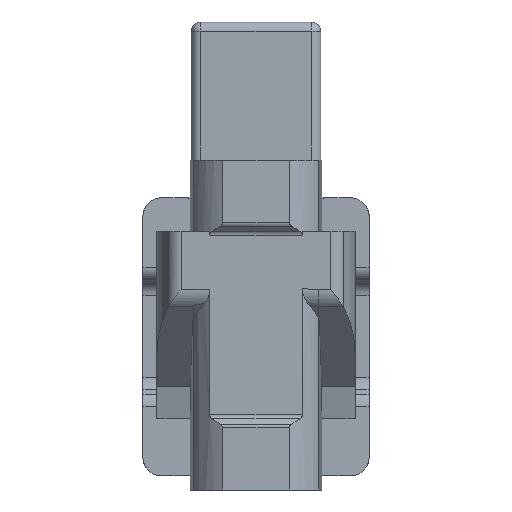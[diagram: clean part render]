
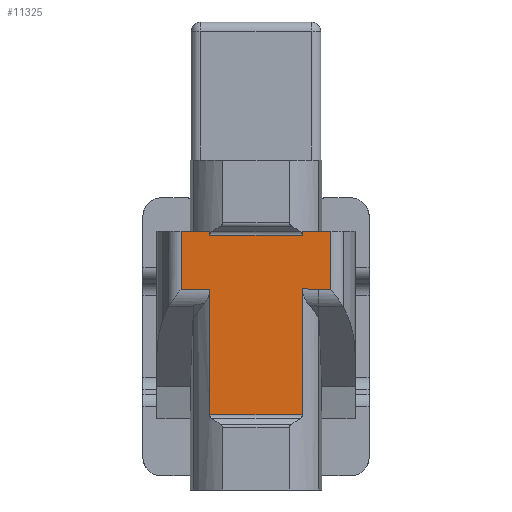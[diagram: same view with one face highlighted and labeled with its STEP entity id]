
A CAD part, front view. The second image highlights one B-rep face of the part: STEP entity #11325.
In plain terms, the highlighted planar face has unit normal (0, -1, 0).
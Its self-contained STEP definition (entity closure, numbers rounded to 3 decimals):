
#142 = CARTESIAN_POINT ( 'NONE',  ( -13.213, 0., 10.071 ) ) ;
#195 = ORIENTED_EDGE ( 'NONE', *, *, #14180, .F. ) ;
#198 = ORIENTED_EDGE ( 'NONE', *, *, #19009, .T. ) ;
#704 = VERTEX_POINT ( 'NONE', #12188 ) ;
#829 = ORIENTED_EDGE ( 'NONE', *, *, #15316, .F. ) ;
#1062 = LINE ( 'NONE', #142, #22302 ) ;
#1202 = VERTEX_POINT ( 'NONE', #10995 ) ;
#1365 = VERTEX_POINT ( 'NONE', #11154 ) ;
#1435 = LINE ( 'NONE', #12333, #15467 ) ;
#1804 = LINE ( 'NONE', #14977, #19753 ) ;
#1858 = CARTESIAN_POINT ( 'NONE',  ( -15.906, 0., 22.4 ) ) ;
#2017 = DIRECTION ( 'NONE',  ( 1., 0., 0. ) ) ;
#2166 = EDGE_CURVE ( 'NONE', #10000, #1365, #1435, .T. ) ;
#2560 = EDGE_CURVE ( 'NONE', #14383, #704, #6208, .T. ) ;
#2760 = ORIENTED_EDGE ( 'NONE', *, *, #15500, .F. ) ;
#2762 = EDGE_CURVE ( 'NONE', #7622, #1202, #1062, .T. ) ;
#2810 = ORIENTED_EDGE ( 'NONE', *, *, #14772, .T. ) ;
#3237 = VECTOR ( 'NONE', #16076, 1000. ) ;
#3881 = DIRECTION ( 'NONE',  ( 1., 0., 0. ) ) ;
#4086 = EDGE_CURVE ( 'NONE', #10850, #14383, #6703, .T. ) ;
#4258 = LINE ( 'NONE', #13180, #17572 ) ;
#4340 = ORIENTED_EDGE ( 'NONE', *, *, #17906, .F. ) ;
#4576 = CARTESIAN_POINT ( 'NONE',  ( 9.811, 0., 21.576 ) ) ;
#5178 = VECTOR ( 'NONE', #8286, 1000. ) ;
#5694 = ORIENTED_EDGE ( 'NONE', *, *, #2762, .T. ) ;
#6075 = EDGE_LOOP ( 'NONE', ( #4340, #16779, #16736, #2810, #198, #21421, #195, #2760, #17483, #19641, #17941, #829, #5694 ) ) ;
#6208 = LINE ( 'NONE', #16743, #20114 ) ;
#6446 = VERTEX_POINT ( 'NONE', #7374 ) ;
#6588 = VECTOR ( 'NONE', #19505, 1000. ) ;
#6655 = CARTESIAN_POINT ( 'NONE',  ( 9.811, 0., -16.586 ) ) ;
#6703 = LINE ( 'NONE', #6655, #18671 ) ;
#7217 = EDGE_CURVE ( 'NONE', #1365, #6446, #12896, .T. ) ;
#7374 = CARTESIAN_POINT ( 'NONE',  ( -9.811, 0., 21.576 ) ) ;
#7597 = CARTESIAN_POINT ( 'NONE',  ( 15.906, 0., 22.4 ) ) ;
#7622 = VERTEX_POINT ( 'NONE', #18303 ) ;
#8286 = DIRECTION ( 'NONE',  ( -1., 0., 0. ) ) ;
#8300 = VECTOR ( 'NONE', #14420, 1000. ) ;
#8311 = VECTOR ( 'NONE', #15903, 1000. ) ;
#8452 = VECTOR ( 'NONE', #17101, 1000. ) ;
#8601 = VECTOR ( 'NONE', #18105, 1000. ) ;
#8931 = CARTESIAN_POINT ( 'NONE',  ( 9.811, 0., -32.5 ) ) ;
#9296 = DIRECTION ( 'NONE',  ( 0., 0., 1. ) ) ;
#10000 = VERTEX_POINT ( 'NONE', #1858 ) ;
#10096 = DIRECTION ( 'NONE',  ( 0., -1., 0. ) ) ;
#10115 = VERTEX_POINT ( 'NONE', #11572 ) ;
#10272 = VERTEX_POINT ( 'NONE', #4576 ) ;
#10435 = DIRECTION ( 'NONE',  ( 0., 0., 1. ) ) ;
#10583 = CARTESIAN_POINT ( 'NONE',  ( -9.811, 0., -32.5 ) ) ;
#10850 = VERTEX_POINT ( 'NONE', #14766 ) ;
#10995 = CARTESIAN_POINT ( 'NONE',  ( -9.811, 0., 10.071 ) ) ;
#11154 = CARTESIAN_POINT ( 'NONE',  ( -9.811, 0., 22.4 ) ) ;
#11325 = ADVANCED_FACE ( 'NONE', ( #20363 ), #19243, .T. ) ;
#11572 = CARTESIAN_POINT ( 'NONE',  ( 15.906, 0., 10.071 ) ) ;
#11652 = DIRECTION ( 'NONE',  ( 0.999, 0., -0.035 ) ) ;
#11659 = VERTEX_POINT ( 'NONE', #22457 ) ;
#12188 = CARTESIAN_POINT ( 'NONE',  ( 9.811, 0., 10.194 ) ) ;
#12312 = VERTEX_POINT ( 'NONE', #18532 ) ;
#12333 = CARTESIAN_POINT ( 'NONE',  ( 15.906, 0., 22.4 ) ) ;
#12427 = LINE ( 'NONE', #15848, #3237 ) ;
#12484 = EDGE_CURVE ( 'NONE', #10272, #6446, #14338, .T. ) ;
#12896 = LINE ( 'NONE', #10583, #8311 ) ;
#12959 = CARTESIAN_POINT ( 'NONE',  ( -9.811, 0., 21.576 ) ) ;
#13180 = CARTESIAN_POINT ( 'NONE',  ( 13.285, 0., 10.072 ) ) ;
#13448 = CARTESIAN_POINT ( 'NONE',  ( 9.811, 0., -16.586 ) ) ;
#14067 = DIRECTION ( 'NONE',  ( 1., 0., 0. ) ) ;
#14180 = EDGE_CURVE ( 'NONE', #11659, #20464, #12427, .T. ) ;
#14338 = LINE ( 'NONE', #12959, #5178 ) ;
#14383 = VERTEX_POINT ( 'NONE', #13448 ) ;
#14420 = DIRECTION ( 'NONE',  ( 0., 0., 1. ) ) ;
#14766 = CARTESIAN_POINT ( 'NONE',  ( -9.811, 0., -16.586 ) ) ;
#14772 = EDGE_CURVE ( 'NONE', #704, #12312, #4258, .T. ) ;
#14977 = CARTESIAN_POINT ( 'NONE',  ( -15.906, 0., -17.4 ) ) ;
#15316 = EDGE_CURVE ( 'NONE', #7622, #10000, #1804, .T. ) ;
#15467 = VECTOR ( 'NONE', #14067, 1000. ) ;
#15500 = EDGE_CURVE ( 'NONE', #10272, #11659, #17529, .T. ) ;
#15809 = LINE ( 'NONE', #18595, #6588 ) ;
#15848 = CARTESIAN_POINT ( 'NONE',  ( 15.906, 0., 22.4 ) ) ;
#15903 = DIRECTION ( 'NONE',  ( 0., 0., -1. ) ) ;
#16076 = DIRECTION ( 'NONE',  ( 1., 0., 0. ) ) ;
#16335 = CARTESIAN_POINT ( 'NONE',  ( 15.906, 0., -17.4 ) ) ;
#16736 = ORIENTED_EDGE ( 'NONE', *, *, #2560, .T. ) ;
#16743 = CARTESIAN_POINT ( 'NONE',  ( 9.811, 0., -32.5 ) ) ;
#16779 = ORIENTED_EDGE ( 'NONE', *, *, #4086, .T. ) ;
#17101 = DIRECTION ( 'NONE',  ( 1., 0., 0. ) ) ;
#17207 = CARTESIAN_POINT ( 'NONE',  ( 15.906, 0., 10.071 ) ) ;
#17483 = ORIENTED_EDGE ( 'NONE', *, *, #12484, .T. ) ;
#17529 = LINE ( 'NONE', #8931, #8300 ) ;
#17572 = VECTOR ( 'NONE', #11652, 1000. ) ;
#17906 = EDGE_CURVE ( 'NONE', #10850, #1202, #15809, .T. ) ;
#17941 = ORIENTED_EDGE ( 'NONE', *, *, #2166, .F. ) ;
#18105 = DIRECTION ( 'NONE',  ( 0., 0., 1. ) ) ;
#18303 = CARTESIAN_POINT ( 'NONE',  ( -15.906, 0., 10.071 ) ) ;
#18532 = CARTESIAN_POINT ( 'NONE',  ( 13.326, 0., 10.071 ) ) ;
#18595 = CARTESIAN_POINT ( 'NONE',  ( -9.811, 0., -32.5 ) ) ;
#18671 = VECTOR ( 'NONE', #3881, 1000. ) ;
#19009 = EDGE_CURVE ( 'NONE', #12312, #10115, #21793, .T. ) ;
#19243 = PLANE ( 'NONE',  #22034 ) ;
#19486 = DIRECTION ( 'NONE',  ( 1., 0., 0. ) ) ;
#19505 = DIRECTION ( 'NONE',  ( 0., 0., 1. ) ) ;
#19555 = CARTESIAN_POINT ( 'NONE',  ( 15.906, 0., -17.4 ) ) ;
#19641 = ORIENTED_EDGE ( 'NONE', *, *, #7217, .F. ) ;
#19753 = VECTOR ( 'NONE', #9296, 1000. ) ;
#20114 = VECTOR ( 'NONE', #10435, 1000. ) ;
#20363 = FACE_OUTER_BOUND ( 'NONE', #6075, .T. ) ;
#20464 = VERTEX_POINT ( 'NONE', #7597 ) ;
#20786 = EDGE_CURVE ( 'NONE', #10115, #20464, #22484, .T. ) ;
#21421 = ORIENTED_EDGE ( 'NONE', *, *, #20786, .T. ) ;
#21793 = LINE ( 'NONE', #17207, #8452 ) ;
#22034 = AXIS2_PLACEMENT_3D ( 'NONE', #19555, #10096, #2017 ) ;
#22302 = VECTOR ( 'NONE', #19486, 1000. ) ;
#22457 = CARTESIAN_POINT ( 'NONE',  ( 9.811, 0., 22.4 ) ) ;
#22484 = LINE ( 'NONE', #16335, #8601 ) ;
